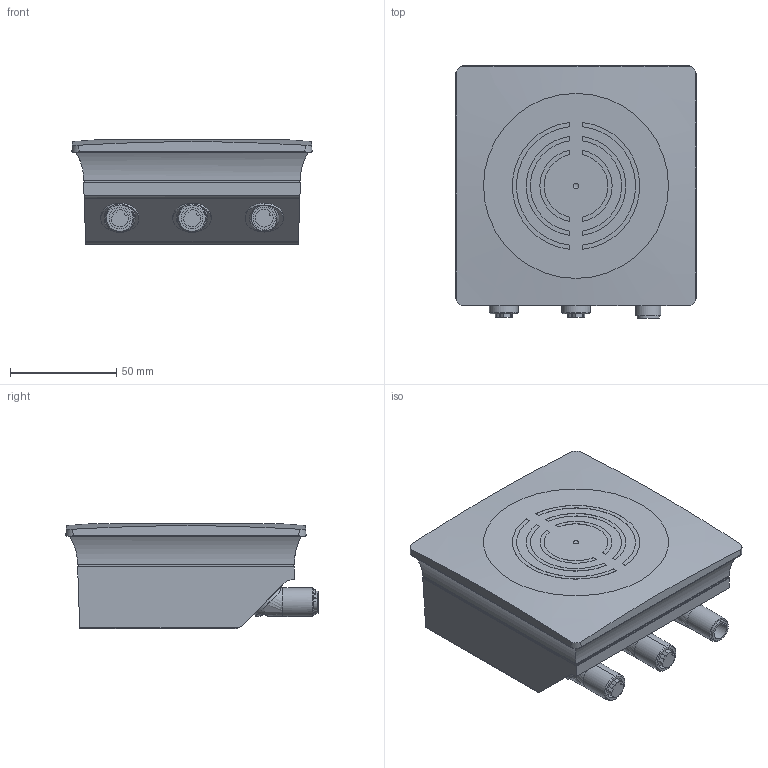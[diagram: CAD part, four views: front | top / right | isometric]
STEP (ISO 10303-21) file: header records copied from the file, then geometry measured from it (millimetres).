
FILE_DESCRIPTION (( 'STEP AP214' ), '1' );
FILE_NAME ('RFID-SA-HF-EIP.STEP', '2022-11-02T11:31:20', ( '' ), ( '' ), 'SwSTEP 2.0', 'SolidWorks 2021', '' );
FILE_SCHEMA (( 'AUTOMOTIVE_DESIGN' ));
Length unit declared in the file: inch
Products named in the file (1): RFID-SA-HF-EIP
Bounding box: 113 x 118.66 x 49.45 mm (x, y, z)
Volume: 497930.4 mm3; surface area: 46437.9 mm2
Topology: 1 solids, 1 shells, 152 faces, 398 edges, 275 vertices
Faces by surface type: plane 80, cylinder 53, bspline 12, cone 7
Full cylindrical faces by diameter (mm): 10.106 x2, 10.4 x1, 12 x1, 13.5 x2, 18 x3
Entity records: 8689 total; most frequent: CARTESIAN_POINT 5252, ORIENTED_EDGE 718, DIRECTION 609, EDGE_CURVE 359, VERTEX_POINT 263, AXIS2_PLACEMENT_3D 221, EDGE_LOOP 206, FACE_OUTER_BOUND 172
